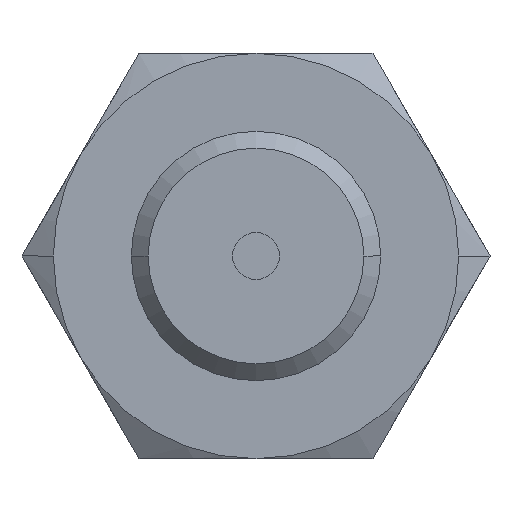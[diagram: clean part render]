
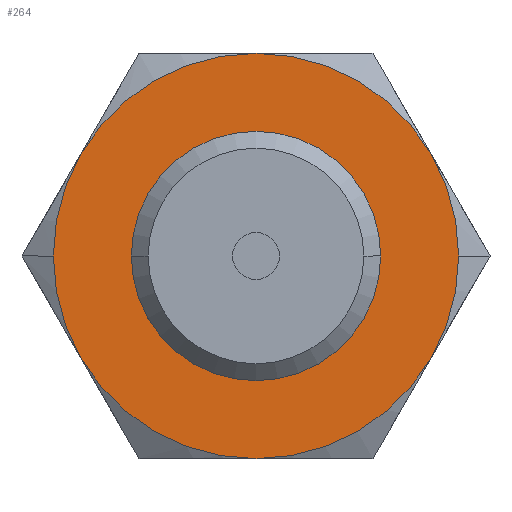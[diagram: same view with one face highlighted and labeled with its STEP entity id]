
A CAD part, left-side view. The second image highlights one B-rep face of the part: STEP entity #264.
In plain terms, the highlighted planar face has unit normal (-1, 0, 0).
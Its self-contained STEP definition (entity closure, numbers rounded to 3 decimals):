
#264=ADVANCED_FACE('',(#538,#539),#540,.T.);
#538=FACE_BOUND('',#819,.T.);
#539=FACE_OUTER_BOUND('',#820,.T.);
#540=PLANE('',#821);
#819=EDGE_LOOP('',(#1463,#1464));
#820=EDGE_LOOP('',(#1465,#1466,#1467,#1468,#1469,#1470,#1471,#1472));
#821=AXIS2_PLACEMENT_3D('',#1473,#1474,#1475);
#1463=ORIENTED_EDGE('',*,*,#1810,.F.);
#1464=ORIENTED_EDGE('',*,*,#1778,.F.);
#1465=ORIENTED_EDGE('',*,*,#1803,.T.);
#1466=ORIENTED_EDGE('',*,*,#1782,.T.);
#1467=ORIENTED_EDGE('',*,*,#1808,.T.);
#1468=ORIENTED_EDGE('',*,*,#1789,.T.);
#1469=ORIENTED_EDGE('',*,*,#1785,.T.);
#1470=ORIENTED_EDGE('',*,*,#1793,.T.);
#1471=ORIENTED_EDGE('',*,*,#1796,.T.);
#1472=ORIENTED_EDGE('',*,*,#1801,.T.);
#1473=CARTESIAN_POINT('',(7.0,-5.25,0.));
#1474=DIRECTION('',(-1.0,0.,0.));
#1475=DIRECTION('',(0.,-1.0,0.));
#1778=EDGE_CURVE('',#2134,#2132,#2136,.T.);
#1782=EDGE_CURVE('',#2139,#2141,#2143,.T.);
#1785=EDGE_CURVE('',#2148,#2145,#2149,.T.);
#1789=EDGE_CURVE('',#2154,#2148,#2155,.T.);
#1793=EDGE_CURVE('',#2145,#2158,#2160,.T.);
#1796=EDGE_CURVE('',#2158,#2163,#2165,.T.);
#1801=EDGE_CURVE('',#2163,#2170,#2172,.T.);
#1803=EDGE_CURVE('',#2170,#2139,#2174,.T.);
#1808=EDGE_CURVE('',#2141,#2154,#2180,.T.);
#1810=EDGE_CURVE('',#2132,#2134,#2182,.T.);
#2132=VERTEX_POINT('',#2838);
#2134=VERTEX_POINT('',#2841);
#2136=CIRCLE('',#2844,4.0);
#2139=VERTEX_POINT('',#2847);
#2141=VERTEX_POINT('',#2850);
#2143=CIRCLE('',#2863,6.5);
#2145=VERTEX_POINT('',#2865);
#2148=VERTEX_POINT('',#2869);
#2149=CIRCLE('',#2870,6.5);
#2154=VERTEX_POINT('',#2897);
#2155=CIRCLE('',#2898,6.5);
#2158=VERTEX_POINT('',#2912);
#2160=CIRCLE('',#2925,6.5);
#2163=VERTEX_POINT('',#2928);
#2165=CIRCLE('',#2941,6.5);
#2170=VERTEX_POINT('',#2968);
#2172=CIRCLE('',#2981,6.5);
#2174=CIRCLE('',#2983,6.5);
#2180=CIRCLE('',#3022,6.5);
#2182=CIRCLE('',#3024,4.0);
#2838=CARTESIAN_POINT('',(7.0,-4.0,0.));
#2841=CARTESIAN_POINT('',(7.0,4.0,0.));
#2844=AXIS2_PLACEMENT_3D('',#3315,#3316,#3317);
#2847=CARTESIAN_POINT('',(7.0,-6.5,0.));
#2850=CARTESIAN_POINT('',(7.0,-5.629,3.25));
#2863=AXIS2_PLACEMENT_3D('',#3319,#3320,#3321);
#2865=CARTESIAN_POINT('',(7.0,6.5,0.));
#2869=CARTESIAN_POINT('',(7.0,5.629,3.25));
#2870=AXIS2_PLACEMENT_3D('',#3323,#3324,#3325);
#2897=CARTESIAN_POINT('',(7.0,0.,6.5));
#2898=AXIS2_PLACEMENT_3D('',#3326,#3327,#3328);
#2912=CARTESIAN_POINT('',(7.0,5.629,-3.25));
#2925=AXIS2_PLACEMENT_3D('',#3329,#3330,#3331);
#2928=CARTESIAN_POINT('',(7.0,0.,-6.5));
#2941=AXIS2_PLACEMENT_3D('',#3332,#3333,#3334);
#2968=CARTESIAN_POINT('',(7.0,-5.629,-3.25));
#2981=AXIS2_PLACEMENT_3D('',#3335,#3336,#3337);
#2983=AXIS2_PLACEMENT_3D('',#3338,#3339,#3340);
#3022=AXIS2_PLACEMENT_3D('',#3341,#3342,#3343);
#3024=AXIS2_PLACEMENT_3D('',#3344,#3345,#3346);
#3315=CARTESIAN_POINT('',(7.0,0.,0.));
#3316=DIRECTION('',(-1.0,0.,0.));
#3317=DIRECTION('',(0.,-1.0,0.));
#3319=CARTESIAN_POINT('',(7.0,0.,0.));
#3320=DIRECTION('',(-1.0,0.,0.));
#3321=DIRECTION('',(0.,-1.0,0.));
#3323=CARTESIAN_POINT('',(7.0,0.,0.));
#3324=DIRECTION('',(-1.0,0.,0.));
#3325=DIRECTION('',(0.,-1.0,0.));
#3326=CARTESIAN_POINT('',(7.0,0.,0.));
#3327=DIRECTION('',(-1.0,0.,0.));
#3328=DIRECTION('',(0.,-1.0,0.));
#3329=CARTESIAN_POINT('',(7.0,0.,0.));
#3330=DIRECTION('',(-1.0,0.,0.));
#3331=DIRECTION('',(0.,-1.0,0.));
#3332=CARTESIAN_POINT('',(7.0,0.,0.));
#3333=DIRECTION('',(-1.0,0.,0.));
#3334=DIRECTION('',(0.,-1.0,0.));
#3335=CARTESIAN_POINT('',(7.0,0.,0.));
#3336=DIRECTION('',(-1.0,0.,0.));
#3337=DIRECTION('',(0.,-1.0,0.));
#3338=CARTESIAN_POINT('',(7.0,0.,0.));
#3339=DIRECTION('',(-1.0,0.,0.));
#3340=DIRECTION('',(0.,-1.0,0.));
#3341=CARTESIAN_POINT('',(7.0,0.,0.));
#3342=DIRECTION('',(-1.0,0.,0.));
#3343=DIRECTION('',(0.,-1.0,0.));
#3344=CARTESIAN_POINT('',(7.0,0.,0.));
#3345=DIRECTION('',(-1.0,0.,0.));
#3346=DIRECTION('',(0.,-1.0,0.));
